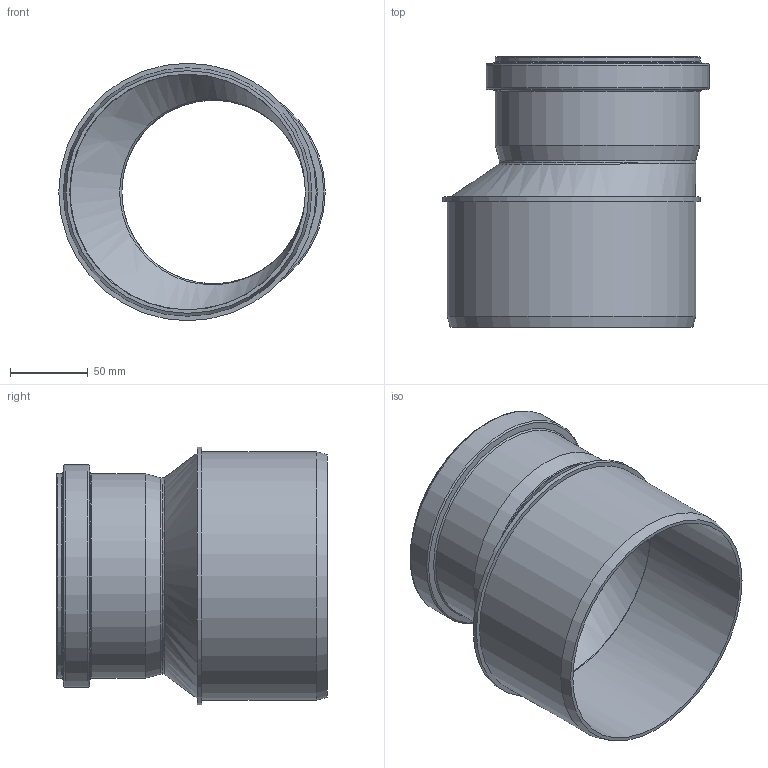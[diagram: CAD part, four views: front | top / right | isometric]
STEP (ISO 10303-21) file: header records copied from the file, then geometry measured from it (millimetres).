
FILE_DESCRIPTION(/* description */ (''),/* implementation_level */ '2;1');
FILE_NAME(/* name */ '222710 KGR Reduktion DN_OD 160_125.stp',/* time_stamp */ '2017-04-18T13:31:21+02:00',/* author */ ('user1'),/* organization */ (''),/* preprocessor_version */ 'ST-DEVELOPER v16.1',/* originating_system */ 'Autodesk Inventor 2016',/* authorisation */ '');
FILE_SCHEMA (('AUTOMOTIVE_DESIGN { 1 0 10303 214 3 1 1 }'));
Length unit declared in the file: millimetre
Products named in the file (1): 222710 KGR Reduktion DN_OD 160_125
Bounding box: 171.78 x 174.5 x 166 mm (x, y, z)
Volume: 328024.8 mm3; surface area: 177528.6 mm2
Topology: 1 solids, 1 shells, 39 faces, 81 edges, 41 vertices
Faces by surface type: cylinder 12, torus 10, cone 7, plane 5, bspline 5
Full cylindrical faces by diameter (mm): 118.35 x1, 125.7 x1, 126 x2, 126.55 x1, 131.9 x1, 132.2 x1, 137.7 x1, 143.9 x1, 152 x1, 160.2 x1, 166 x1
Entity records: 1660 total; most frequent: CARTESIAN_POINT 983, DIRECTION 138, ORIENTED_EDGE 90, EDGE_LOOP 73, AXIS2_PLACEMENT_3D 69, EDGE_CURVE 45, VERTEX_POINT 40, FACE_OUTER_BOUND 39
